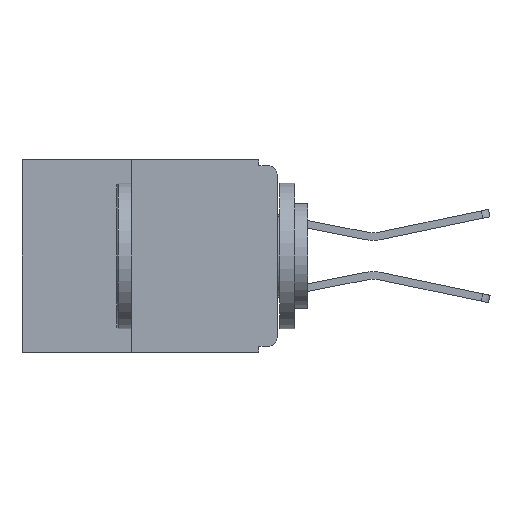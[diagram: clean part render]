
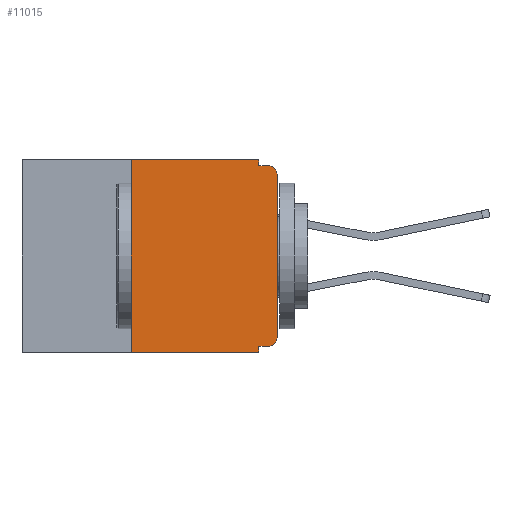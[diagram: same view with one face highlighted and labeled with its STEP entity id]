
A CAD part, left-side view. The second image highlights one B-rep face of the part: STEP entity #11015.
In plain terms, the highlighted planar face has unit normal (-1, 0, 0).
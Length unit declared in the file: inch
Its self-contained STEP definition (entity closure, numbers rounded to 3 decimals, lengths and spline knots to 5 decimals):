
#101 = DIRECTION ( 'NONE',  ( 0., 1., 0. ) ) ;
#191 = ORIENTED_EDGE ( 'NONE', *, *, #5386, .F. ) ;
#200 = CARTESIAN_POINT ( 'NONE',  ( 0., 0., -0.32 ) ) ;
#379 = ORIENTED_EDGE ( 'NONE', *, *, #9446, .F. ) ;
#839 = EDGE_CURVE ( 'NONE', #3819, #1715, #4331, .T. ) ;
#886 = CARTESIAN_POINT ( 'NONE',  ( 0., 0.031, -0.01 ) ) ;
#974 = ORIENTED_EDGE ( 'NONE', *, *, #5634, .T. ) ;
#1160 = ORIENTED_EDGE ( 'NONE', *, *, #5782, .F. ) ;
#1234 = LINE ( 'NONE', #8486, #1642 ) ;
#1489 = CARTESIAN_POINT ( 'NONE',  ( 0., 0.25, 0. ) ) ;
#1642 = VECTOR ( 'NONE', #8418, 39.37008 ) ;
#1715 = VERTEX_POINT ( 'NONE', #1489 ) ;
#1841 = CARTESIAN_POINT ( 'NONE',  ( 0., 0.015, -0.025 ) ) ;
#2164 = AXIS2_PLACEMENT_3D ( 'NONE', #5703, #13889, #6926 ) ;
#2178 = DIRECTION ( 'NONE',  ( 0., 0., 1. ) ) ;
#2359 = EDGE_LOOP ( 'NONE', ( #15433, #6523, #379, #1160, #11148, #5202, #5584, #2732, #191, #974 ) ) ;
#2473 = DIRECTION ( 'NONE',  ( 0., -1., 0. ) ) ;
#2521 = CARTESIAN_POINT ( 'NONE',  ( 0., 0.437, 0. ) ) ;
#2732 = ORIENTED_EDGE ( 'NONE', *, *, #12696, .F. ) ;
#2901 = DIRECTION ( 'NONE',  ( 0., 0., -1. ) ) ;
#3066 = DIRECTION ( 'NONE',  ( 0., 0., -1. ) ) ;
#3624 = EDGE_CURVE ( 'NONE', #3819, #11155, #8207, .T. ) ;
#3819 = VERTEX_POINT ( 'NONE', #4708 ) ;
#4225 = VECTOR ( 'NONE', #13082, 39.37008 ) ;
#4290 = VECTOR ( 'NONE', #2178, 39.37008 ) ;
#4310 = VERTEX_POINT ( 'NONE', #11450 ) ;
#4331 = LINE ( 'NONE', #11840, #13378 ) ;
#4389 = VERTEX_POINT ( 'NONE', #10378 ) ;
#4708 = CARTESIAN_POINT ( 'NONE',  ( 0., 0.25, -0.33 ) ) ;
#5050 = LINE ( 'NONE', #2521, #14056 ) ;
#5202 = ORIENTED_EDGE ( 'NONE', *, *, #839, .F. ) ;
#5386 = EDGE_CURVE ( 'NONE', #10003, #11060, #10161, .T. ) ;
#5584 = ORIENTED_EDGE ( 'NONE', *, *, #3624, .T. ) ;
#5588 = LINE ( 'NONE', #8982, #8397 ) ;
#5634 = EDGE_CURVE ( 'NONE', #10003, #8258, #9241, .T. ) ;
#5703 = CARTESIAN_POINT ( 'NONE',  ( 0., 0.437, 0. ) ) ;
#5782 = EDGE_CURVE ( 'NONE', #4389, #8724, #1234, .T. ) ;
#6523 = ORIENTED_EDGE ( 'NONE', *, *, #8562, .T. ) ;
#6926 = DIRECTION ( 'NONE',  ( 0., 0., -1. ) ) ;
#6992 = VECTOR ( 'NONE', #101, 39.37008 ) ;
#7154 = EDGE_CURVE ( 'NONE', #1715, #4389, #5050, .T. ) ;
#7206 = FACE_OUTER_BOUND ( 'NONE', #2359, .T. ) ;
#7433 = LINE ( 'NONE', #8420, #4225 ) ;
#7825 = VECTOR ( 'NONE', #10490, 39.37008 ) ;
#7842 = CIRCLE ( 'NONE', #10791, 0.015 ) ;
#8207 = LINE ( 'NONE', #10447, #7825 ) ;
#8258 = VERTEX_POINT ( 'NONE', #13162 ) ;
#8397 = VECTOR ( 'NONE', #2901, 39.37008 ) ;
#8418 = DIRECTION ( 'NONE',  ( 0., 0., -1. ) ) ;
#8420 = CARTESIAN_POINT ( 'NONE',  ( 0., 0., -0.01 ) ) ;
#8486 = CARTESIAN_POINT ( 'NONE',  ( 0., 0.031, 0. ) ) ;
#8562 = EDGE_CURVE ( 'NONE', #4310, #8901, #7842, .T. ) ;
#8724 = VERTEX_POINT ( 'NONE', #886 ) ;
#8901 = VERTEX_POINT ( 'NONE', #14325 ) ;
#8982 = CARTESIAN_POINT ( 'NONE',  ( 0., 0.031, -0.33 ) ) ;
#9241 = CIRCLE ( 'NONE', #9955, 0.015 ) ;
#9284 = PLANE ( 'NONE',  #2164 ) ;
#9446 = EDGE_CURVE ( 'NONE', #8724, #8901, #7433, .T. ) ;
#9955 = AXIS2_PLACEMENT_3D ( 'NONE', #13966, #13949, #13946 ) ;
#10003 = VERTEX_POINT ( 'NONE', #14254 ) ;
#10161 = LINE ( 'NONE', #200, #6992 ) ;
#10274 = DIRECTION ( 'NONE',  ( -1., 0., 0. ) ) ;
#10378 = CARTESIAN_POINT ( 'NONE',  ( 0., 0.031, 0. ) ) ;
#10447 = CARTESIAN_POINT ( 'NONE',  ( 0., 0.437, -0.33 ) ) ;
#10490 = DIRECTION ( 'NONE',  ( 0., -1., 0. ) ) ;
#10769 = DIRECTION ( 'NONE',  ( 0., 0., 1. ) ) ;
#10791 = AXIS2_PLACEMENT_3D ( 'NONE', #1841, #10274, #3066 ) ;
#11015 = ADVANCED_FACE ( 'NONE', ( #7206 ), #9284, .F. ) ;
#11060 = VERTEX_POINT ( 'NONE', #11718 ) ;
#11148 = ORIENTED_EDGE ( 'NONE', *, *, #7154, .F. ) ;
#11155 = VERTEX_POINT ( 'NONE', #12996 ) ;
#11450 = CARTESIAN_POINT ( 'NONE',  ( 0., 0., -0.025 ) ) ;
#11691 = EDGE_CURVE ( 'NONE', #8258, #4310, #13702, .T. ) ;
#11718 = CARTESIAN_POINT ( 'NONE',  ( 0., 0.031, -0.32 ) ) ;
#11840 = CARTESIAN_POINT ( 'NONE',  ( 0., 0.25, -0.33 ) ) ;
#12696 = EDGE_CURVE ( 'NONE', #11060, #11155, #5588, .T. ) ;
#12844 = CARTESIAN_POINT ( 'NONE',  ( 0., 0., 0. ) ) ;
#12996 = CARTESIAN_POINT ( 'NONE',  ( 0., 0.031, -0.33 ) ) ;
#13082 = DIRECTION ( 'NONE',  ( 0., -1., 0. ) ) ;
#13162 = CARTESIAN_POINT ( 'NONE',  ( 0., 0., -0.305 ) ) ;
#13378 = VECTOR ( 'NONE', #10769, 39.37008 ) ;
#13702 = LINE ( 'NONE', #12844, #4290 ) ;
#13889 = DIRECTION ( 'NONE',  ( 1., 0., 0. ) ) ;
#13946 = DIRECTION ( 'NONE',  ( 0., 0., -1. ) ) ;
#13949 = DIRECTION ( 'NONE',  ( -1., 0., 0. ) ) ;
#13966 = CARTESIAN_POINT ( 'NONE',  ( 0., 0.015, -0.305 ) ) ;
#14056 = VECTOR ( 'NONE', #2473, 39.37008 ) ;
#14254 = CARTESIAN_POINT ( 'NONE',  ( 0., 0.015, -0.32 ) ) ;
#14325 = CARTESIAN_POINT ( 'NONE',  ( 0., 0.015, -0.01 ) ) ;
#15433 = ORIENTED_EDGE ( 'NONE', *, *, #11691, .T. ) ;
